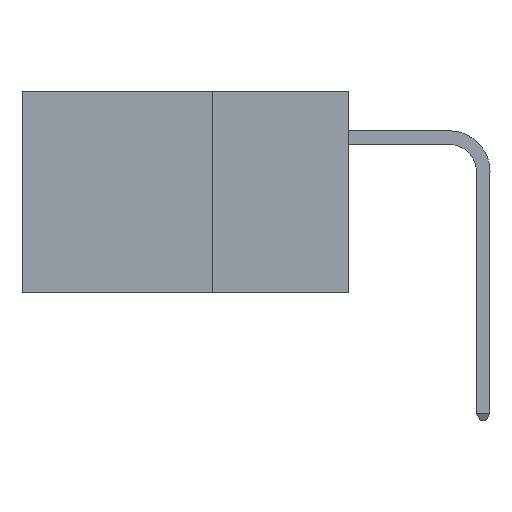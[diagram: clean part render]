
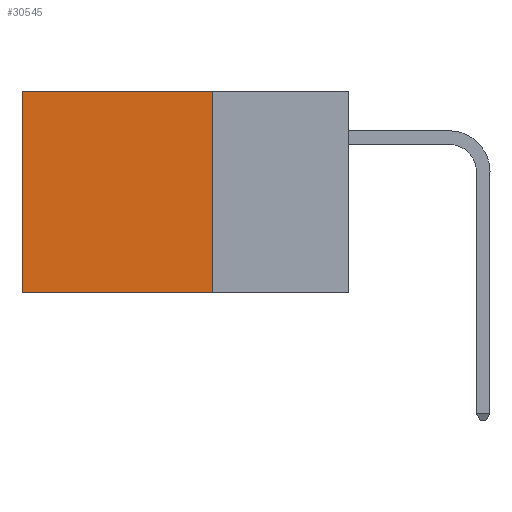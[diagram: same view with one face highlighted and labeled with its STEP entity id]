
A CAD part, left-side view. The second image highlights one B-rep face of the part: STEP entity #30545.
In plain terms, the highlighted planar face has unit normal (-1, 0, 0).
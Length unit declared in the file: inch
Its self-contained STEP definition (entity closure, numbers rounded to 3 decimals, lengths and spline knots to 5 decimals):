
#264 = LINE ( 'NONE', #23438, #7195 ) ;
#593 = VECTOR ( 'NONE', #12266, 39.37008 ) ;
#882 = CARTESIAN_POINT ( 'NONE',  ( 0.2875, 0.6, -0.37 ) ) ;
#1854 = ORIENTED_EDGE ( 'NONE', *, *, #31853, .F. ) ;
#2869 = EDGE_CURVE ( 'NONE', #28587, #13084, #6546, .T. ) ;
#4896 = ORIENTED_EDGE ( 'NONE', *, *, #27877, .T. ) ;
#5452 = ORIENTED_EDGE ( 'NONE', *, *, #7893, .F. ) ;
#6348 = CARTESIAN_POINT ( 'NONE',  ( 0.2875, 0.25, -0.37 ) ) ;
#6546 = LINE ( 'NONE', #23366, #22867 ) ;
#6624 = PLANE ( 'NONE',  #14308 ) ;
#6923 = DIRECTION ( 'NONE',  ( 0., 1., 0. ) ) ;
#7195 = VECTOR ( 'NONE', #17746, 39.37008 ) ;
#7893 = EDGE_CURVE ( 'NONE', #13364, #13084, #23795, .T. ) ;
#9782 = CARTESIAN_POINT ( 'NONE',  ( 0.2875, 0.25, 0. ) ) ;
#12266 = DIRECTION ( 'NONE',  ( 0., 1., 0. ) ) ;
#12533 = CARTESIAN_POINT ( 'NONE',  ( 0.2875, 0.25, 0. ) ) ;
#13084 = VERTEX_POINT ( 'NONE', #882 ) ;
#13364 = VERTEX_POINT ( 'NONE', #19816 ) ;
#14308 = AXIS2_PLACEMENT_3D ( 'NONE', #12533, #32627, #15457 ) ;
#15457 = DIRECTION ( 'NONE',  ( 0., 0., -1. ) ) ;
#16576 = ORIENTED_EDGE ( 'NONE', *, *, #2869, .T. ) ;
#17372 = FACE_OUTER_BOUND ( 'NONE', #36441, .T. ) ;
#17746 = DIRECTION ( 'NONE',  ( 0., 0., -1. ) ) ;
#19816 = CARTESIAN_POINT ( 'NONE',  ( 0.2875, 0.25, -0.37 ) ) ;
#21506 = CARTESIAN_POINT ( 'NONE',  ( 0.2875, 0.6, 0. ) ) ;
#22867 = VECTOR ( 'NONE', #34843, 39.37008 ) ;
#23366 = CARTESIAN_POINT ( 'NONE',  ( 0.2875, 0.6, 0. ) ) ;
#23438 = CARTESIAN_POINT ( 'NONE',  ( 0.2875, 0.25, 0. ) ) ;
#23795 = LINE ( 'NONE', #6348, #593 ) ;
#24247 = LINE ( 'NONE', #9782, #31030 ) ;
#27877 = EDGE_CURVE ( 'NONE', #33787, #28587, #24247, .T. ) ;
#28520 = CARTESIAN_POINT ( 'NONE',  ( 0.2875, 0.25, 0. ) ) ;
#28587 = VERTEX_POINT ( 'NONE', #21506 ) ;
#30545 = ADVANCED_FACE ( 'NONE', ( #17372 ), #6624, .F. ) ;
#31030 = VECTOR ( 'NONE', #6923, 39.37008 ) ;
#31853 = EDGE_CURVE ( 'NONE', #33787, #13364, #264, .T. ) ;
#32627 = DIRECTION ( 'NONE',  ( 1., 0., 0. ) ) ;
#33787 = VERTEX_POINT ( 'NONE', #28520 ) ;
#34843 = DIRECTION ( 'NONE',  ( 0., 0., -1. ) ) ;
#36441 = EDGE_LOOP ( 'NONE', ( #16576, #5452, #1854, #4896 ) ) ;
